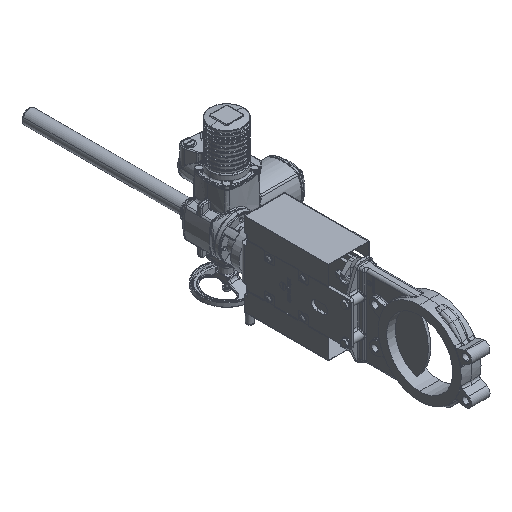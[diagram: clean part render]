
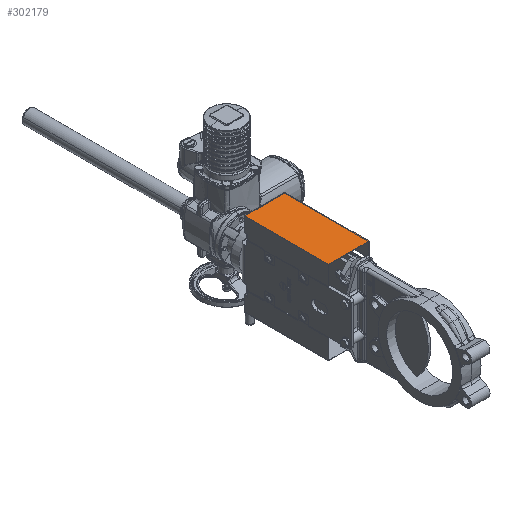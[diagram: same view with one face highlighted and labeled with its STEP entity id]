
A CAD part, isometric view. The second image highlights one B-rep face of the part: STEP entity #302179.
In plain terms, the highlighted planar face has unit normal (0, 0, 1).
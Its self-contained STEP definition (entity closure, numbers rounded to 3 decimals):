
#5505 = CARTESIAN_POINT ( 'NONE',  ( -61.5, 245., 126.5 ) ) ;
#5525 = CARTESIAN_POINT ( 'NONE',  ( -61.5, 501., 126.5 ) ) ;
#12899 = CARTESIAN_POINT ( 'NONE',  ( -61.5, 633.052, 126.5 ) ) ;
#12902 = DIRECTION ( 'NONE',  ( 0., 1., 0. ) ) ;
#13147 = CARTESIAN_POINT ( 'NONE',  ( 61.5, 245., 126.5 ) ) ;
#13150 = DIRECTION ( 'NONE',  ( -1., 0., 0. ) ) ;
#13156 = CARTESIAN_POINT ( 'NONE',  ( 61.5, 501., 126.5 ) ) ;
#13160 = DIRECTION ( 'NONE',  ( -1., 0., 0. ) ) ;
#13180 = CARTESIAN_POINT ( 'NONE',  ( 61.5, 633.052, 126.5 ) ) ;
#13184 = DIRECTION ( 'NONE',  ( 0., 1., 0. ) ) ;
#80982 = VERTEX_POINT ( 'NONE', #5505 ) ;
#80995 = VERTEX_POINT ( 'NONE', #5525 ) ;
#95970 = VERTEX_POINT ( 'NONE', #325265 ) ;
#95971 = VERTEX_POINT ( 'NONE', #325266 ) ;
#209822 = ORIENTED_EDGE ( 'NONE', *, *, #302646, .T. ) ;
#209861 = ORIENTED_EDGE ( 'NONE', *, *, #302644, .T. ) ;
#209874 = ORIENTED_EDGE ( 'NONE', *, *, #302643, .F. ) ;
#210081 = ORIENTED_EDGE ( 'NONE', *, *, #302618, .F. ) ;
#274686 = EDGE_LOOP ( 'NONE', ( #209861, #210081, #209874, #209822 ) ) ;
#281711 = FACE_OUTER_BOUND ( 'NONE', #274686, .T. ) ;
#286881 = PLANE ( 'NONE',  #289220 ) ;
#286883 = CARTESIAN_POINT ( 'NONE',  ( 61.5, 633.052, 126.5 ) ) ;
#286885 = DIRECTION ( 'NONE',  ( 0., 0., 1. ) ) ;
#286887 = DIRECTION ( 'NONE',  ( 0., -1., 0. ) ) ;
#289220 = AXIS2_PLACEMENT_3D ( 'NONE', #286883, #286885, #286887 ) ;
#290550 = VECTOR ( 'NONE', #12902, 1000. ) ;
#290593 = VECTOR ( 'NONE', #13150, 1000. ) ;
#290596 = VECTOR ( 'NONE', #13160, 1000. ) ;
#290601 = VECTOR ( 'NONE', #13184, 1000. ) ;
#298487 = LINE ( 'NONE', #12899, #290550 ) ;
#298566 = LINE ( 'NONE', #13147, #290593 ) ;
#298570 = LINE ( 'NONE', #13156, #290596 ) ;
#298574 = LINE ( 'NONE', #13180, #290601 ) ;
#302179 = ADVANCED_FACE ( 'NONE', ( #281711 ), #286881, .T. ) ;
#302618 = EDGE_CURVE ( 'NONE', #80982, #80995, #298487, .T. ) ;
#302643 = EDGE_CURVE ( 'NONE', #95971, #80982, #298566, .T. ) ;
#302644 = EDGE_CURVE ( 'NONE', #95970, #80995, #298570, .T. ) ;
#302646 = EDGE_CURVE ( 'NONE', #95971, #95970, #298574, .T. ) ;
#325265 = CARTESIAN_POINT ( 'NONE',  ( 61.5, 501., 126.5 ) ) ;
#325266 = CARTESIAN_POINT ( 'NONE',  ( 61.5, 245., 126.5 ) ) ;
